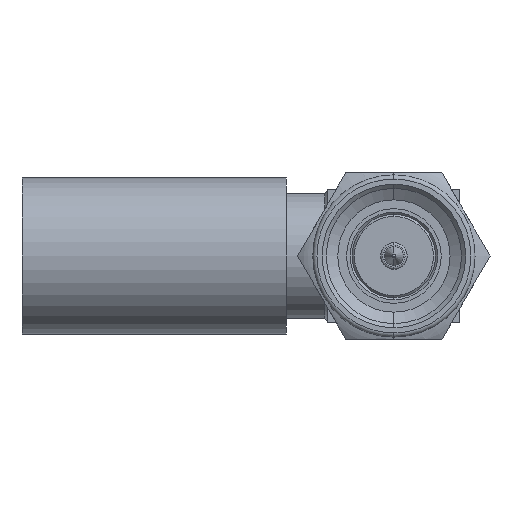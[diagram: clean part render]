
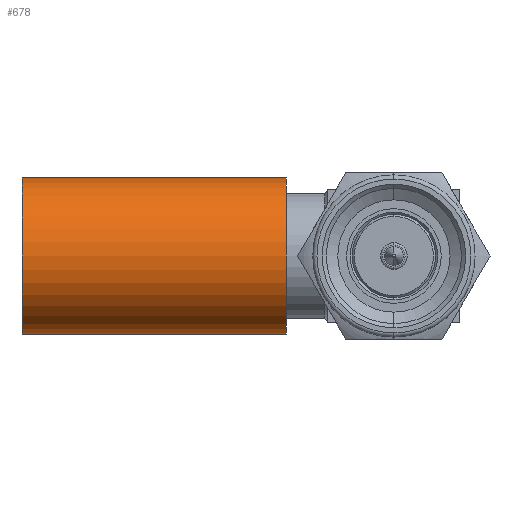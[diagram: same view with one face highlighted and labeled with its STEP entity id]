
A CAD part, left-side view. The second image highlights one B-rep face of the part: STEP entity #678.
In plain terms, the highlighted cylindrical face has radius 3.75 mm (diameter 7.5 mm), a partial arc.
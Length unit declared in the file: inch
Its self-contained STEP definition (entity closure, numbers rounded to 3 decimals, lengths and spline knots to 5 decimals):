
#5 = EDGE_LOOP ( 'NONE', ( #640, #407, #309, #1156 ) ) ;
#45 = VECTOR ( 'NONE', #1409, 39.37008 ) ;
#199 = DIRECTION ( 'NONE',  ( 0., -1., 0. ) ) ;
#309 = ORIENTED_EDGE ( 'NONE', *, *, #2503, .T. ) ;
#407 = ORIENTED_EDGE ( 'NONE', *, *, #479, .F. ) ;
#476 = VECTOR ( 'NONE', #2073, 39.37008 ) ;
#479 = EDGE_CURVE ( 'NONE', #2425, #910, #1525, .T. ) ;
#576 = VERTEX_POINT ( 'NONE', #1056 ) ;
#640 = ORIENTED_EDGE ( 'NONE', *, *, #1640, .F. ) ;
#652 = CYLINDRICAL_SURFACE ( 'NONE', #1242, 0.14764 ) ;
#678 = ADVANCED_FACE ( 'NONE', ( #2393 ), #652, .T. ) ;
#730 = DIRECTION ( 'NONE',  ( 0., 1., 0. ) ) ;
#901 = CARTESIAN_POINT ( 'NONE',  ( 0.51408, 0.20376, 0.14764 ) ) ;
#909 = EDGE_CURVE ( 'NONE', #576, #1087, #2283, .T. ) ;
#910 = VERTEX_POINT ( 'NONE', #1227 ) ;
#1040 = DIRECTION ( 'NONE',  ( 0., 0., 1. ) ) ;
#1056 = CARTESIAN_POINT ( 'NONE',  ( 0.51408, 0.20376, -0.14764 ) ) ;
#1087 = VERTEX_POINT ( 'NONE', #901 ) ;
#1156 = ORIENTED_EDGE ( 'NONE', *, *, #909, .T. ) ;
#1227 = CARTESIAN_POINT ( 'NONE',  ( 0.51408, 0.70376, 0.14764 ) ) ;
#1242 = AXIS2_PLACEMENT_3D ( 'NONE', #1296, #199, #2459 ) ;
#1296 = CARTESIAN_POINT ( 'NONE',  ( 0.51408, 0.70376, 0. ) ) ;
#1409 = DIRECTION ( 'NONE',  ( 0., -1., 0. ) ) ;
#1454 = DIRECTION ( 'NONE',  ( 0., 1., 0. ) ) ;
#1525 = CIRCLE ( 'NONE', #1885, 0.14764 ) ;
#1629 = LINE ( 'NONE', #2509, #45 ) ;
#1640 = EDGE_CURVE ( 'NONE', #910, #1087, #2772, .T. ) ;
#1838 = CARTESIAN_POINT ( 'NONE',  ( 0.51408, 0.70376, -0.14764 ) ) ;
#1885 = AXIS2_PLACEMENT_3D ( 'NONE', #2711, #730, #2351 ) ;
#2073 = DIRECTION ( 'NONE',  ( 0., -1., 0. ) ) ;
#2283 = CIRCLE ( 'NONE', #2511, 0.14764 ) ;
#2351 = DIRECTION ( 'NONE',  ( 0., 0., 1. ) ) ;
#2393 = FACE_OUTER_BOUND ( 'NONE', #5, .T. ) ;
#2425 = VERTEX_POINT ( 'NONE', #1838 ) ;
#2459 = DIRECTION ( 'NONE',  ( 0., 0., -1. ) ) ;
#2503 = EDGE_CURVE ( 'NONE', #2425, #576, #1629, .T. ) ;
#2509 = CARTESIAN_POINT ( 'NONE',  ( 0.51408, 0.70376, -0.14764 ) ) ;
#2511 = AXIS2_PLACEMENT_3D ( 'NONE', #2539, #1454, #1040 ) ;
#2532 = CARTESIAN_POINT ( 'NONE',  ( 0.51408, 0.70376, 0.14764 ) ) ;
#2539 = CARTESIAN_POINT ( 'NONE',  ( 0.51408, 0.20376, 0. ) ) ;
#2711 = CARTESIAN_POINT ( 'NONE',  ( 0.51408, 0.70376, 0. ) ) ;
#2772 = LINE ( 'NONE', #2532, #476 ) ;
